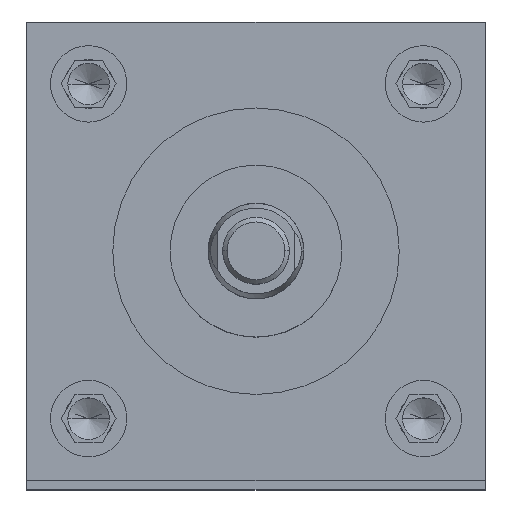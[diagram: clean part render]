
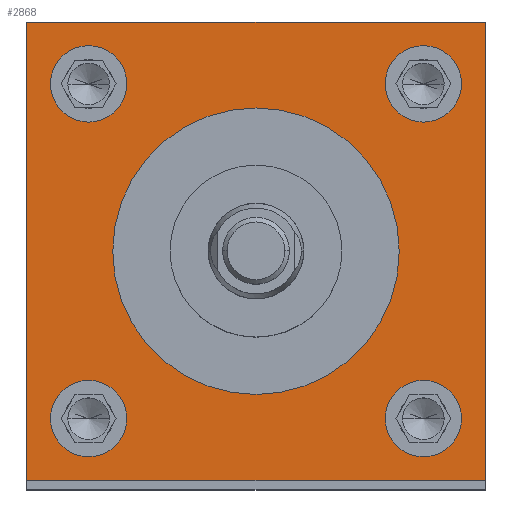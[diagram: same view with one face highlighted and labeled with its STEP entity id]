
A CAD part, top view. The second image highlights one B-rep face of the part: STEP entity #2868.
In plain terms, the highlighted planar face has unit normal (0, 0, 1).
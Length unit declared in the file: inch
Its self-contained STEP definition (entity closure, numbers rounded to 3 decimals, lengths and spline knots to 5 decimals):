
#11 = PLANE ( 'NONE',  #262 ) ;
#69 = EDGE_CURVE ( 'NONE', #6115, #4194, #3492, .T. ) ;
#75 = CARTESIAN_POINT ( 'NONE',  ( 0.845, 1.095, 35.75 ) ) ;
#168 = VERTEX_POINT ( 'NONE', #1449 ) ;
#230 = DIRECTION ( 'NONE',  ( 0., 0., 1. ) ) ;
#245 = AXIS2_PLACEMENT_3D ( 'NONE', #726, #6030, #1794 ) ;
#262 = AXIS2_PLACEMENT_3D ( 'NONE', #3912, #5832, #1919 ) ;
#275 = ORIENTED_EDGE ( 'NONE', *, *, #3593, .F. ) ;
#313 = CIRCLE ( 'NONE', #5831, 0.25 ) ;
#348 = AXIS2_PLACEMENT_3D ( 'NONE', #2382, #4322, #6225 ) ;
#362 = DIRECTION ( 'NONE',  ( 1., 0., 0. ) ) ;
#471 = FACE_BOUND ( 'NONE', #5327, .T. ) ;
#484 = EDGE_LOOP ( 'NONE', ( #657, #1983 ) ) ;
#486 = VERTEX_POINT ( 'NONE', #3065 ) ;
#504 = FACE_BOUND ( 'NONE', #6044, .T. ) ;
#527 = CARTESIAN_POINT ( 'NONE',  ( -1.5, -1.5, 35.75 ) ) ;
#558 = FACE_BOUND ( 'NONE', #3192, .T. ) ;
#603 = CARTESIAN_POINT ( 'NONE',  ( -1.5, 1.5, 35.75 ) ) ;
#657 = ORIENTED_EDGE ( 'NONE', *, *, #4961, .F. ) ;
#678 = CARTESIAN_POINT ( 'NONE',  ( 1.095, -1.095, 35.75 ) ) ;
#687 = EDGE_LOOP ( 'NONE', ( #5924, #5841 ) ) ;
#711 = DIRECTION ( 'NONE',  ( 1., 0., 0. ) ) ;
#715 = AXIS2_PLACEMENT_3D ( 'NONE', #5439, #230, #711 ) ;
#726 = CARTESIAN_POINT ( 'NONE',  ( -1.095, -1.095, 35.75 ) ) ;
#930 = ORIENTED_EDGE ( 'NONE', *, *, #1982, .F. ) ;
#988 = AXIS2_PLACEMENT_3D ( 'NONE', #4408, #1994, #4947 ) ;
#992 = DIRECTION ( 'NONE',  ( 0., 0., 1. ) ) ;
#1029 = CIRCLE ( 'NONE', #3550, 0.9375 ) ;
#1050 = CARTESIAN_POINT ( 'NONE',  ( 1.5, -1.5, 35.75 ) ) ;
#1052 = CIRCLE ( 'NONE', #3888, 0.25 ) ;
#1153 = VERTEX_POINT ( 'NONE', #1532 ) ;
#1233 = ORIENTED_EDGE ( 'NONE', *, *, #6029, .T. ) ;
#1246 = ORIENTED_EDGE ( 'NONE', *, *, #1906, .T. ) ;
#1421 = CIRCLE ( 'NONE', #348, 0.25 ) ;
#1426 = LINE ( 'NONE', #1050, #4206 ) ;
#1449 = CARTESIAN_POINT ( 'NONE',  ( -1.345, 1.095, 35.75 ) ) ;
#1490 = VERTEX_POINT ( 'NONE', #3308 ) ;
#1532 = CARTESIAN_POINT ( 'NONE',  ( -0.845, -1.095, 35.75 ) ) ;
#1625 = EDGE_CURVE ( 'NONE', #1706, #2599, #2434, .T. ) ;
#1706 = VERTEX_POINT ( 'NONE', #5026 ) ;
#1737 = DIRECTION ( 'NONE',  ( 0., 0., 1. ) ) ;
#1794 = DIRECTION ( 'NONE',  ( 1., 0., 0. ) ) ;
#1885 = CARTESIAN_POINT ( 'NONE',  ( -1.5, -1.5, 35.75 ) ) ;
#1902 = CARTESIAN_POINT ( 'NONE',  ( -0.845, 1.095, 35.75 ) ) ;
#1906 = EDGE_CURVE ( 'NONE', #4318, #1490, #2390, .T. ) ;
#1919 = DIRECTION ( 'NONE',  ( -1., 0., 0. ) ) ;
#1982 = EDGE_CURVE ( 'NONE', #4718, #2067, #1052, .T. ) ;
#1983 = ORIENTED_EDGE ( 'NONE', *, *, #5355, .F. ) ;
#1994 = DIRECTION ( 'NONE',  ( 0., 0., 1. ) ) ;
#2011 = EDGE_CURVE ( 'NONE', #486, #4318, #1426, .T. ) ;
#2067 = VERTEX_POINT ( 'NONE', #6035 ) ;
#2228 = VECTOR ( 'NONE', #4399, 39.37008 ) ;
#2286 = CARTESIAN_POINT ( 'NONE',  ( -1.095, -1.095, 35.75 ) ) ;
#2382 = CARTESIAN_POINT ( 'NONE',  ( 1.095, 1.095, 35.75 ) ) ;
#2390 = LINE ( 'NONE', #603, #5485 ) ;
#2434 = CIRCLE ( 'NONE', #715, 0.9375 ) ;
#2448 = DIRECTION ( 'NONE',  ( -1., 0., 0. ) ) ;
#2458 = LINE ( 'NONE', #1885, #2228 ) ;
#2462 = FACE_BOUND ( 'NONE', #687, .T. ) ;
#2474 = ORIENTED_EDGE ( 'NONE', *, *, #4368, .T. ) ;
#2599 = VERTEX_POINT ( 'NONE', #6124 ) ;
#2715 = CIRCLE ( 'NONE', #988, 0.25 ) ;
#2809 = VERTEX_POINT ( 'NONE', #527 ) ;
#2813 = FACE_BOUND ( 'NONE', #484, .T. ) ;
#2835 = DIRECTION ( 'NONE',  ( 1., 0., 0. ) ) ;
#2868 = ADVANCED_FACE ( 'NONE', ( #471, #504, #2813, #558, #2462, #4401 ), #11, .F. ) ;
#2886 = VERTEX_POINT ( 'NONE', #4288 ) ;
#2889 = CARTESIAN_POINT ( 'NONE',  ( 1.095, -1.095, 35.75 ) ) ;
#2931 = EDGE_LOOP ( 'NONE', ( #1233, #2474, #6028, #1246 ) ) ;
#2949 = CIRCLE ( 'NONE', #3051, 0.25 ) ;
#2981 = DIRECTION ( 'NONE',  ( 0., 1., 0. ) ) ;
#3043 = AXIS2_PLACEMENT_3D ( 'NONE', #678, #3568, #4559 ) ;
#3051 = AXIS2_PLACEMENT_3D ( 'NONE', #2286, #6101, #3262 ) ;
#3065 = CARTESIAN_POINT ( 'NONE',  ( 1.5, -1.5, 35.75 ) ) ;
#3192 = EDGE_LOOP ( 'NONE', ( #4589, #6135 ) ) ;
#3245 = LINE ( 'NONE', #5857, #6173 ) ;
#3262 = DIRECTION ( 'NONE',  ( 1., 0., 0. ) ) ;
#3308 = CARTESIAN_POINT ( 'NONE',  ( -1.5, 1.5, 35.75 ) ) ;
#3337 = CARTESIAN_POINT ( 'NONE',  ( 1.5, 1.5, 35.75 ) ) ;
#3372 = DIRECTION ( 'NONE',  ( 0., 0., 1. ) ) ;
#3432 = EDGE_CURVE ( 'NONE', #168, #5053, #313, .T. ) ;
#3492 = CIRCLE ( 'NONE', #5600, 0.25 ) ;
#3534 = CIRCLE ( 'NONE', #245, 0.25 ) ;
#3550 = AXIS2_PLACEMENT_3D ( 'NONE', #3782, #3372, #2835 ) ;
#3568 = DIRECTION ( 'NONE',  ( 0., 0., 1. ) ) ;
#3589 = EDGE_CURVE ( 'NONE', #5053, #168, #2715, .T. ) ;
#3593 = EDGE_CURVE ( 'NONE', #4194, #6115, #1421, .T. ) ;
#3637 = ORIENTED_EDGE ( 'NONE', *, *, #69, .F. ) ;
#3700 = EDGE_CURVE ( 'NONE', #2067, #4718, #4279, .T. ) ;
#3782 = CARTESIAN_POINT ( 'NONE',  ( 0., 0., 35.75 ) ) ;
#3835 = DIRECTION ( 'NONE',  ( 1., 0., 0. ) ) ;
#3888 = AXIS2_PLACEMENT_3D ( 'NONE', #2889, #992, #3835 ) ;
#3912 = CARTESIAN_POINT ( 'NONE',  ( -1.5, 1.5, 35.75 ) ) ;
#4194 = VERTEX_POINT ( 'NONE', #5092 ) ;
#4206 = VECTOR ( 'NONE', #2981, 39.37008 ) ;
#4261 = DIRECTION ( 'NONE',  ( 0., 0., 1. ) ) ;
#4279 = CIRCLE ( 'NONE', #3043, 0.25 ) ;
#4288 = CARTESIAN_POINT ( 'NONE',  ( -1.345, -1.095, 35.75 ) ) ;
#4318 = VERTEX_POINT ( 'NONE', #3337 ) ;
#4322 = DIRECTION ( 'NONE',  ( 0., 0., 1. ) ) ;
#4368 = EDGE_CURVE ( 'NONE', #2809, #486, #2458, .T. ) ;
#4398 = DIRECTION ( 'NONE',  ( 0., -1., 0. ) ) ;
#4399 = DIRECTION ( 'NONE',  ( 1., 0., 0. ) ) ;
#4401 = FACE_OUTER_BOUND ( 'NONE', #2931, .T. ) ;
#4408 = CARTESIAN_POINT ( 'NONE',  ( -1.095, 1.095, 35.75 ) ) ;
#4559 = DIRECTION ( 'NONE',  ( 1., 0., 0. ) ) ;
#4589 = ORIENTED_EDGE ( 'NONE', *, *, #3589, .F. ) ;
#4718 = VERTEX_POINT ( 'NONE', #5779 ) ;
#4736 = CARTESIAN_POINT ( 'NONE',  ( 1.095, 1.095, 35.75 ) ) ;
#4947 = DIRECTION ( 'NONE',  ( 1., 0., 0. ) ) ;
#4961 = EDGE_CURVE ( 'NONE', #1153, #2886, #2949, .T. ) ;
#5026 = CARTESIAN_POINT ( 'NONE',  ( -0.9375, 0., 35.75 ) ) ;
#5053 = VERTEX_POINT ( 'NONE', #1902 ) ;
#5092 = CARTESIAN_POINT ( 'NONE',  ( 1.345, 1.095, 35.75 ) ) ;
#5327 = EDGE_LOOP ( 'NONE', ( #5499, #930 ) ) ;
#5355 = EDGE_CURVE ( 'NONE', #2886, #1153, #3534, .T. ) ;
#5439 = CARTESIAN_POINT ( 'NONE',  ( 0., 0., 35.75 ) ) ;
#5485 = VECTOR ( 'NONE', #2448, 39.37008 ) ;
#5499 = ORIENTED_EDGE ( 'NONE', *, *, #3700, .F. ) ;
#5588 = DIRECTION ( 'NONE',  ( 1., 0., 0. ) ) ;
#5600 = AXIS2_PLACEMENT_3D ( 'NONE', #4736, #4261, #362 ) ;
#5779 = CARTESIAN_POINT ( 'NONE',  ( 0.845, -1.095, 35.75 ) ) ;
#5831 = AXIS2_PLACEMENT_3D ( 'NONE', #6069, #1737, #5588 ) ;
#5832 = DIRECTION ( 'NONE',  ( 0., 0., -1. ) ) ;
#5841 = ORIENTED_EDGE ( 'NONE', *, *, #1625, .F. ) ;
#5857 = CARTESIAN_POINT ( 'NONE',  ( -1.5, -1.5, 35.75 ) ) ;
#5924 = ORIENTED_EDGE ( 'NONE', *, *, #5948, .F. ) ;
#5948 = EDGE_CURVE ( 'NONE', #2599, #1706, #1029, .T. ) ;
#6028 = ORIENTED_EDGE ( 'NONE', *, *, #2011, .T. ) ;
#6029 = EDGE_CURVE ( 'NONE', #1490, #2809, #3245, .T. ) ;
#6030 = DIRECTION ( 'NONE',  ( 0., 0., 1. ) ) ;
#6035 = CARTESIAN_POINT ( 'NONE',  ( 1.345, -1.095, 35.75 ) ) ;
#6044 = EDGE_LOOP ( 'NONE', ( #275, #3637 ) ) ;
#6069 = CARTESIAN_POINT ( 'NONE',  ( -1.095, 1.095, 35.75 ) ) ;
#6101 = DIRECTION ( 'NONE',  ( 0., 0., 1. ) ) ;
#6115 = VERTEX_POINT ( 'NONE', #75 ) ;
#6124 = CARTESIAN_POINT ( 'NONE',  ( 0.9375, 0., 35.75 ) ) ;
#6135 = ORIENTED_EDGE ( 'NONE', *, *, #3432, .F. ) ;
#6173 = VECTOR ( 'NONE', #4398, 39.37008 ) ;
#6225 = DIRECTION ( 'NONE',  ( 1., 0., 0. ) ) ;
